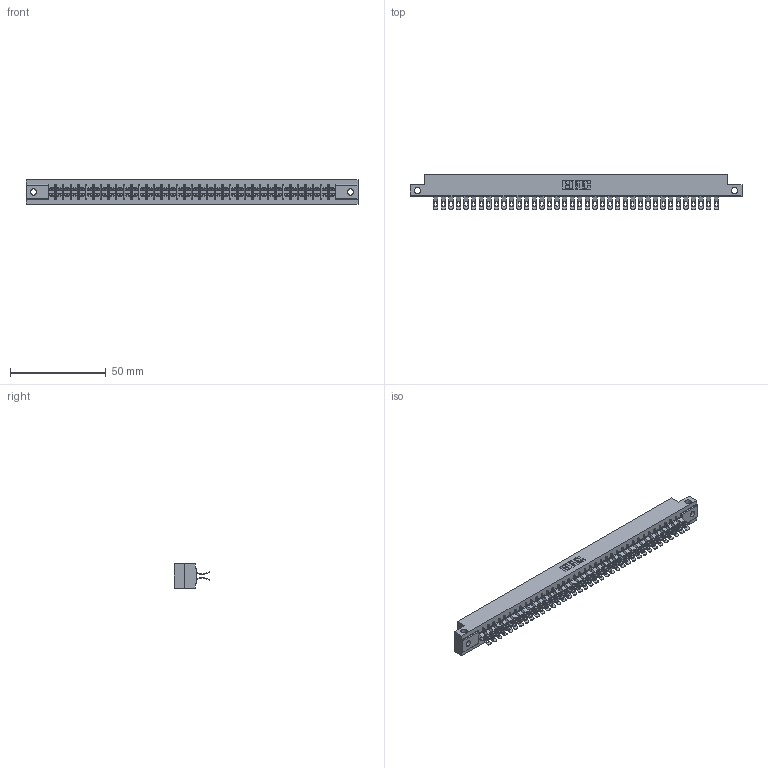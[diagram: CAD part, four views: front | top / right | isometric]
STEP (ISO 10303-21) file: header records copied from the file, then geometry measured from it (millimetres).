
FILE_DESCRIPTION (( 'STEP AP203' ), '1' );
FILE_NAME ('315-076-555-212.STEP', '2020-09-20T04:07:23', ( '' ), ( '' ), 'SwSTEP 2.0', 'SolidWorks 2020', '' );
FILE_SCHEMA (( 'CONFIG_CONTROL_DESIGN' ));
Length unit declared in the file: inch
Products named in the file (3): 315-076-555-212; 305 Part_.128 Dia; 305-290-001_555
Assembly tree (77 placements, depth 2):
  315-076-555-212
    305 Part_.128 Dia
    305-290-001_555  x76
Bounding box: 173.58 x 18.41 x 12.7 mm (x, y, z)
Volume: 18109.7 mm3; surface area: 24454.2 mm2
Topology: 77 solids, 77 shells, 5144 faces, 15362 edges, 10032 vertices
Faces by surface type: plane 2500, cylinder 2492, sphere 152
Entity records: 42661 total; most frequent: CARTESIAN_POINT 7126, ORIENTED_EDGE 7020, DIRECTION 6830, EDGE_CURVE 3510, LINE 2798, VECTOR 2798, VERTEX_POINT 2232, AXIS2_PLACEMENT_3D 2016
